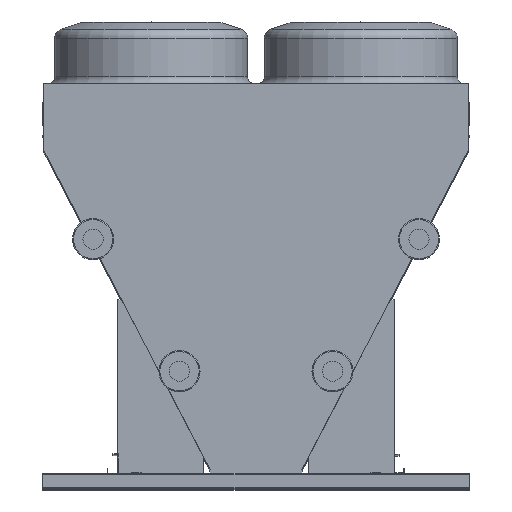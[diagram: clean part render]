
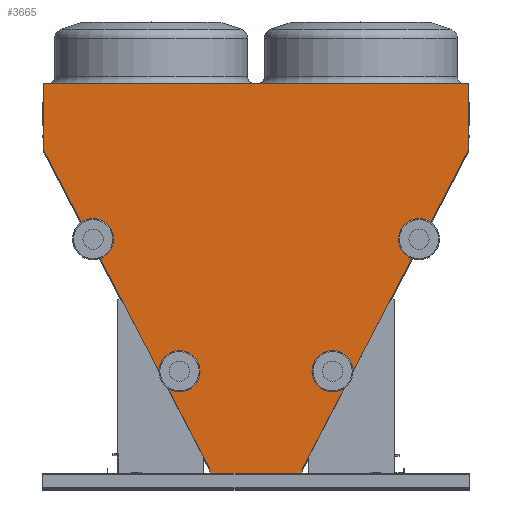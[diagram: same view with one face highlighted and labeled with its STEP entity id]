
A CAD part, top view. The second image highlights one B-rep face of the part: STEP entity #3665.
In plain terms, the highlighted planar face has unit normal (0, 0, 1).
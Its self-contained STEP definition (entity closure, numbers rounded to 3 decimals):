
#1 = VECTOR ( 'NONE', #1778, 1000. ) ;
#51 = EDGE_CURVE ( 'NONE', #4877, #5259, #10756, .T. ) ;
#475 = VERTEX_POINT ( 'NONE', #2625 ) ;
#527 = ORIENTED_EDGE ( 'NONE', *, *, #18083, .T. ) ;
#864 = CARTESIAN_POINT ( 'NONE',  ( -1136.282, 1727.462, 0. ) ) ;
#964 = DIRECTION ( 'NONE',  ( 0., -1., 0. ) ) ;
#1173 = VECTOR ( 'NONE', #2313, 1000. ) ;
#1186 = DIRECTION ( 'NONE',  ( 0., 1., 0. ) ) ;
#1424 = CARTESIAN_POINT ( 'NONE',  ( -245.403, 20.223, 0. ) ) ;
#1707 = CARTESIAN_POINT ( 'NONE',  ( 246.893, 1.482, 0. ) ) ;
#1778 = DIRECTION ( 'NONE',  ( -1., 0., 0. ) ) ;
#1820 = EDGE_CURVE ( 'NONE', #475, #22580, #13000, .T. ) ;
#1849 = CARTESIAN_POINT ( 'NONE',  ( -246.893, 17.358, 0. ) ) ;
#1857 = LINE ( 'NONE', #2161, #12426 ) ;
#2161 = CARTESIAN_POINT ( 'NONE',  ( -246.893, 17.358, 0. ) ) ;
#2313 = DIRECTION ( 'NONE',  ( 0., -1., 0. ) ) ;
#2625 = CARTESIAN_POINT ( 'NONE',  ( 1136.15, 1727.462, 0. ) ) ;
#3000 = ORIENTED_EDGE ( 'NONE', *, *, #21078, .T. ) ;
#3309 = EDGE_CURVE ( 'NONE', #16679, #15965, #13584, .T. ) ;
#3400 = DIRECTION ( 'NONE',  ( 0., 0., -1. ) ) ;
#3648 = VERTEX_POINT ( 'NONE', #5510 ) ;
#3659 = CARTESIAN_POINT ( 'NONE',  ( -1127.739, 1711.053, 0. ) ) ;
#3665 = ADVANCED_FACE ( 'NONE', ( #6047 ), #15935, .F. ) ;
#3678 = EDGE_CURVE ( 'NONE', #5259, #5829, #11596, .T. ) ;
#3875 = AXIS2_PLACEMENT_3D ( 'NONE', #13899, #3400, #17970 ) ;
#3920 = DIRECTION ( 'NONE',  ( 0.462, -0.887, 0. ) ) ;
#4314 = DIRECTION ( 'NONE',  ( -0.461, -0.887, 0. ) ) ;
#4877 = VERTEX_POINT ( 'NONE', #19729 ) ;
#5259 = VERTEX_POINT ( 'NONE', #12882 ) ;
#5350 = ORIENTED_EDGE ( 'NONE', *, *, #24700, .T. ) ;
#5375 = DIRECTION ( 'NONE',  ( 0.462, 0.887, 0. ) ) ;
#5490 = CARTESIAN_POINT ( 'NONE',  ( -1127.739, 1711.053, 0. ) ) ;
#5496 = EDGE_CURVE ( 'NONE', #11725, #475, #15380, .T. ) ;
#5510 = CARTESIAN_POINT ( 'NONE',  ( -279.893, 1.482, 0. ) ) ;
#5765 = DIRECTION ( 'NONE',  ( -1., 0., 0. ) ) ;
#5829 = VERTEX_POINT ( 'NONE', #11114 ) ;
#6047 = FACE_OUTER_BOUND ( 'NONE', #7650, .T. ) ;
#6432 = DIRECTION ( 'NONE',  ( 1., 0., 0. ) ) ;
#6521 = CARTESIAN_POINT ( 'NONE',  ( 279.893, 0., 0. ) ) ;
#7222 = ORIENTED_EDGE ( 'NONE', *, *, #19001, .T. ) ;
#7320 = CARTESIAN_POINT ( 'NONE',  ( 245.39, 20.232, 0. ) ) ;
#7440 = LINE ( 'NONE', #20357, #22465 ) ;
#7500 = CARTESIAN_POINT ( 'NONE',  ( 1127.607, 1711.053, 0. ) ) ;
#7650 = EDGE_LOOP ( 'NONE', ( #21182, #7222, #10703, #16867, #3000, #527, #26644, #25374, #17001, #21352, #26136, #12490, #11512, #17401, #24463, #21857, #8140, #5350 ) ) ;
#7681 = DIRECTION ( 'NONE',  ( 0., 1., 0. ) ) ;
#8001 = DIRECTION ( 'NONE',  ( 0., 1., 0. ) ) ;
#8076 = EDGE_CURVE ( 'NONE', #5829, #12634, #24522, .T. ) ;
#8140 = ORIENTED_EDGE ( 'NONE', *, *, #1820, .T. ) ;
#8178 = EDGE_CURVE ( 'NONE', #10182, #11725, #11169, .T. ) ;
#8235 = VERTEX_POINT ( 'NONE', #25804 ) ;
#8263 = VECTOR ( 'NONE', #13132, 1000. ) ;
#8314 = CARTESIAN_POINT ( 'NONE',  ( -246.893, 17.358, 0. ) ) ;
#9317 = DIRECTION ( 'NONE',  ( 0.887, -0.462, 0. ) ) ;
#9387 = EDGE_CURVE ( 'NONE', #15965, #14280, #16288, .T. ) ;
#9559 = EDGE_CURVE ( 'NONE', #3648, #4877, #12417, .T. ) ;
#9608 = VERTEX_POINT ( 'NONE', #19024 ) ;
#10182 = VERTEX_POINT ( 'NONE', #25159 ) ;
#10247 = LINE ( 'NONE', #864, #21102 ) ;
#10703 = ORIENTED_EDGE ( 'NONE', *, *, #3309, .T. ) ;
#10756 = LINE ( 'NONE', #6521, #20982 ) ;
#10770 = VECTOR ( 'NONE', #3920, 1000. ) ;
#10773 = LINE ( 'NONE', #8314, #26401 ) ;
#10919 = VECTOR ( 'NONE', #17246, 1000. ) ;
#10922 = VECTOR ( 'NONE', #7681, 1000. ) ;
#11026 = CARTESIAN_POINT ( 'NONE',  ( 279.893, 1.482, 0. ) ) ;
#11114 = CARTESIAN_POINT ( 'NONE',  ( 279.893, 1.482, 0. ) ) ;
#11169 = LINE ( 'NONE', #21547, #26757 ) ;
#11512 = ORIENTED_EDGE ( 'NONE', *, *, #25050, .T. ) ;
#11559 = VECTOR ( 'NONE', #17902, 1000. ) ;
#11596 = LINE ( 'NONE', #24005, #10922 ) ;
#11725 = VERTEX_POINT ( 'NONE', #16035 ) ;
#12417 = LINE ( 'NONE', #18947, #1173 ) ;
#12426 = VECTOR ( 'NONE', #4314, 1000. ) ;
#12490 = ORIENTED_EDGE ( 'NONE', *, *, #23570, .T. ) ;
#12551 = DIRECTION ( 'NONE',  ( 0.887, 0.462, 0. ) ) ;
#12634 = VERTEX_POINT ( 'NONE', #1707 ) ;
#12882 = CARTESIAN_POINT ( 'NONE',  ( 279.893, 0., 0. ) ) ;
#13000 = LINE ( 'NONE', #13843, #23748 ) ;
#13059 = CARTESIAN_POINT ( 'NONE',  ( 1136.15, 2083.62, 0. ) ) ;
#13132 = DIRECTION ( 'NONE',  ( -1., 0., 0. ) ) ;
#13136 = CARTESIAN_POINT ( 'NONE',  ( 246.893, 17.358, 0. ) ) ;
#13584 = LINE ( 'NONE', #20714, #24316 ) ;
#13634 = VECTOR ( 'NONE', #19600, 1000. ) ;
#13843 = CARTESIAN_POINT ( 'NONE',  ( 1136.15, 2083.62, 0. ) ) ;
#13899 = CARTESIAN_POINT ( 'NONE',  ( 0., 0., 0. ) ) ;
#13908 = CARTESIAN_POINT ( 'NONE',  ( 245.39, 20.232, 0. ) ) ;
#14261 = VERTEX_POINT ( 'NONE', #13908 ) ;
#14280 = VERTEX_POINT ( 'NONE', #1424 ) ;
#14292 = LINE ( 'NONE', #7320, #13634 ) ;
#14339 = VECTOR ( 'NONE', #5765, 1000. ) ;
#15230 = CARTESIAN_POINT ( 'NONE',  ( -1126.246, 1711.83, 0. ) ) ;
#15380 = LINE ( 'NONE', #7500, #20100 ) ;
#15935 = PLANE ( 'NONE',  #3875 ) ;
#15965 = VERTEX_POINT ( 'NONE', #15230 ) ;
#16035 = CARTESIAN_POINT ( 'NONE',  ( 1127.607, 1711.053, 0. ) ) ;
#16288 = LINE ( 'NONE', #18430, #10770 ) ;
#16446 = CARTESIAN_POINT ( 'NONE',  ( -1136.282, 2083.62, 0. ) ) ;
#16532 = CARTESIAN_POINT ( 'NONE',  ( -1136.282, 2083.62, 0. ) ) ;
#16679 = VERTEX_POINT ( 'NONE', #3659 ) ;
#16867 = ORIENTED_EDGE ( 'NONE', *, *, #9387, .T. ) ;
#17001 = ORIENTED_EDGE ( 'NONE', *, *, #51, .T. ) ;
#17246 = DIRECTION ( 'NONE',  ( -0.463, 0.886, 0. ) ) ;
#17401 = ORIENTED_EDGE ( 'NONE', *, *, #22762, .T. ) ;
#17902 = DIRECTION ( 'NONE',  ( 0.462, -0.887, 0. ) ) ;
#17970 = DIRECTION ( 'NONE',  ( -1., 0., 0. ) ) ;
#18083 = EDGE_CURVE ( 'NONE', #18599, #20015, #10773, .T. ) ;
#18430 = CARTESIAN_POINT ( 'NONE',  ( -245.403, 20.223, 0. ) ) ;
#18599 = VERTEX_POINT ( 'NONE', #1849 ) ;
#18947 = CARTESIAN_POINT ( 'NONE',  ( -279.893, 0., 0. ) ) ;
#19001 = EDGE_CURVE ( 'NONE', #9608, #16679, #22357, .T. ) ;
#19024 = CARTESIAN_POINT ( 'NONE',  ( -1136.282, 1727.462, 0. ) ) ;
#19600 = DIRECTION ( 'NONE',  ( 0.462, 0.887, 0. ) ) ;
#19682 = LINE ( 'NONE', #26200, #14339 ) ;
#19728 = VERTEX_POINT ( 'NONE', #16532 ) ;
#19729 = CARTESIAN_POINT ( 'NONE',  ( -279.893, 0., 0. ) ) ;
#20015 = VERTEX_POINT ( 'NONE', #21234 ) ;
#20100 = VECTOR ( 'NONE', #5375, 1000. ) ;
#20357 = CARTESIAN_POINT ( 'NONE',  ( 246.893, 17.358, 0. ) ) ;
#20714 = CARTESIAN_POINT ( 'NONE',  ( -1127.739, 1711.053, 0. ) ) ;
#20982 = VECTOR ( 'NONE', #6432, 1000. ) ;
#21078 = EDGE_CURVE ( 'NONE', #14280, #18599, #1857, .T. ) ;
#21102 = VECTOR ( 'NONE', #964, 1000. ) ;
#21133 = LINE ( 'NONE', #13136, #10919 ) ;
#21182 = ORIENTED_EDGE ( 'NONE', *, *, #26360, .T. ) ;
#21234 = CARTESIAN_POINT ( 'NONE',  ( -246.893, 1.482, 0. ) ) ;
#21352 = ORIENTED_EDGE ( 'NONE', *, *, #3678, .T. ) ;
#21547 = CARTESIAN_POINT ( 'NONE',  ( 1127.607, 1711.053, 0. ) ) ;
#21857 = ORIENTED_EDGE ( 'NONE', *, *, #5496, .T. ) ;
#21906 = EDGE_CURVE ( 'NONE', #20015, #3648, #19682, .T. ) ;
#22096 = LINE ( 'NONE', #16446, #1 ) ;
#22357 = LINE ( 'NONE', #5490, #11559 ) ;
#22465 = VECTOR ( 'NONE', #8001, 1000. ) ;
#22580 = VERTEX_POINT ( 'NONE', #13059 ) ;
#22762 = EDGE_CURVE ( 'NONE', #14261, #10182, #14292, .T. ) ;
#23570 = EDGE_CURVE ( 'NONE', #12634, #8235, #7440, .T. ) ;
#23748 = VECTOR ( 'NONE', #1186, 1000. ) ;
#24005 = CARTESIAN_POINT ( 'NONE',  ( 279.893, 0., 0. ) ) ;
#24316 = VECTOR ( 'NONE', #12551, 1000. ) ;
#24463 = ORIENTED_EDGE ( 'NONE', *, *, #8178, .T. ) ;
#24522 = LINE ( 'NONE', #11026, #8263 ) ;
#24608 = DIRECTION ( 'NONE',  ( 0., -1., 0. ) ) ;
#24700 = EDGE_CURVE ( 'NONE', #22580, #19728, #22096, .T. ) ;
#25050 = EDGE_CURVE ( 'NONE', #8235, #14261, #21133, .T. ) ;
#25159 = CARTESIAN_POINT ( 'NONE',  ( 1126.218, 1711.776, 0. ) ) ;
#25374 = ORIENTED_EDGE ( 'NONE', *, *, #9559, .T. ) ;
#25804 = CARTESIAN_POINT ( 'NONE',  ( 246.893, 17.358, 0. ) ) ;
#26136 = ORIENTED_EDGE ( 'NONE', *, *, #8076, .T. ) ;
#26200 = CARTESIAN_POINT ( 'NONE',  ( -279.893, 1.482, 0. ) ) ;
#26360 = EDGE_CURVE ( 'NONE', #19728, #9608, #10247, .T. ) ;
#26401 = VECTOR ( 'NONE', #24608, 1000. ) ;
#26644 = ORIENTED_EDGE ( 'NONE', *, *, #21906, .T. ) ;
#26757 = VECTOR ( 'NONE', #9317, 1000. ) ;
